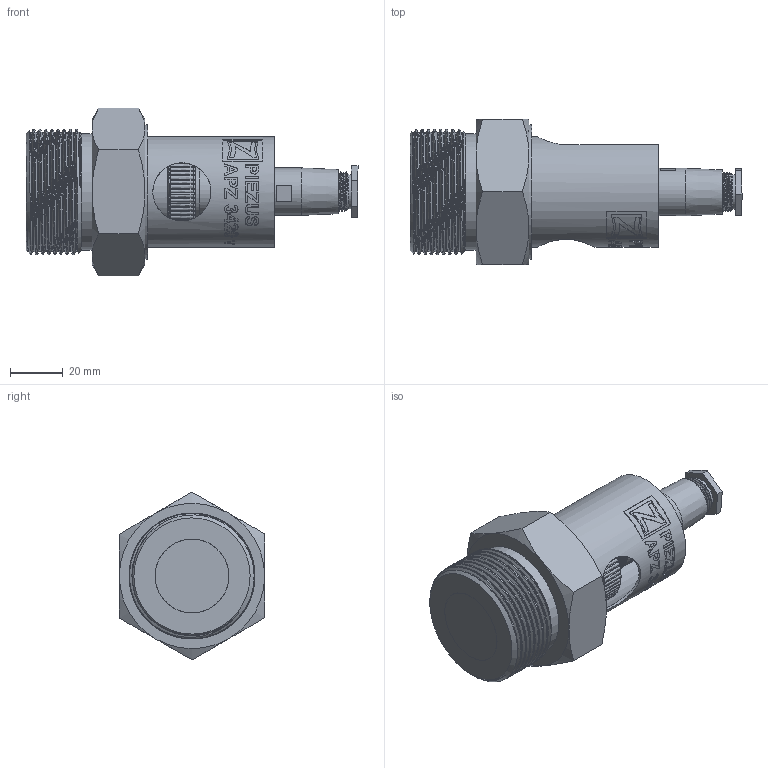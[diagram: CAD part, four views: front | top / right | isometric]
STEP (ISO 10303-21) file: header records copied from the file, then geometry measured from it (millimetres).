
FILE_DESCRIPTION(/* description */ (''),/* implementation_level */ '2;1');
FILE_NAME(/* name */ 'APZ3420v_G1-1''4_7.step',/* time_stamp */ '2021-07-13T17:03:56+03:00',/* author */ (''),/* organization */ (''),/* preprocessor_version */ 'ST-DEVELOPER v18.1',/* originating_system */ 'Autodesk Translation Framework v10.9.0.1377',/* authorisation */ '');
FILE_SCHEMA (('AUTOMOTIVE_DESIGN { 1 0 10303 214 3 1 1 }'));
Products named in the file (8): АПЗ 3420 v - filled; OMAL nut M27x1.5 v8; Binder 723 assembly v4; Binder 723 female v10; Binder 723 male v8; Ш100.000.005 v4; МР00-01.266.412.125 v5; МР00-01.266.410.125 v6
Assembly tree (7 placements, depth 3):
  АПЗ 3420 v - filled
    OMAL nut M27x1.5 v8
    Binder 723 assembly v4
      Binder 723 female v10
      Binder 723 male v8
    Ш100.000.005 v4
    МР00-01.266.412.125 v5
    МР00-01.266.410.125 v6
Bounding box: 125.62 x 55.08 x 63.51 mm (x, y, z)
Volume: 120803.2 mm3; surface area: 45259.6 mm2
Topology: 8 solids, 9 shells, 3549 faces, 8971 edges, 5870 vertices
Faces by surface type: plane 2162, cylinder 630, bspline 448, cone 301, torus 8
Full cylindrical faces by diameter (mm): 1 x15, 1.5 x5, 2 x1, 10 x1, 11.8 x1, 12 x1, 13 x1, 13.5 x1, 13.741 x3, 14.884 x2, 15.044 x5, 15.2 x1, 15.908 x4, 16.8 x1, 17.044 x7, 17.283 x6, 17.6 x1, 17.908 x7, 18 x4, 18.124 x7, 18.161 x2, 20 x2, 21.4 x2, 22 x1, 22.3 x1, 22.5 x1, 24.5 x1, 25.132 x4, 25.526 x4, 25.7 x1
Entity records: 135994 total; most frequent: CARTESIAN_POINT 51353, DIRECTION 17976, ORIENTED_EDGE 17942, EDGE_CURVE 8971, AXIS2_PLACEMENT_3D 7755, VERTEX_POINT 5870, EDGE_LOOP 3989, ELLIPSE 3870
